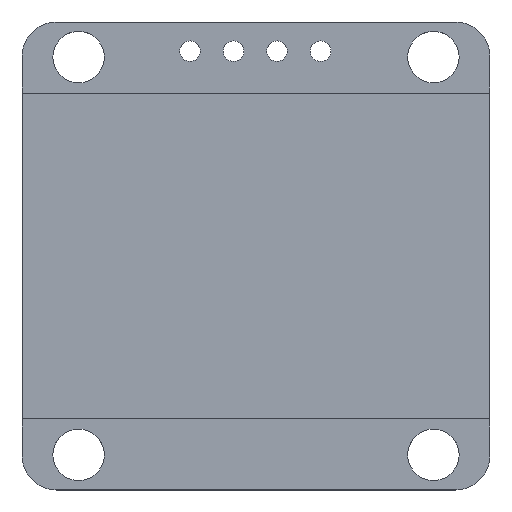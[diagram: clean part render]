
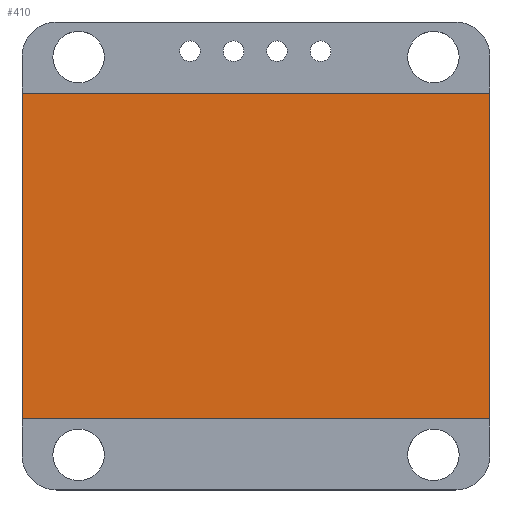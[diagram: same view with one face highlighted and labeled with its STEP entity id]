
A CAD part, top view. The second image highlights one B-rep face of the part: STEP entity #410.
In plain terms, the highlighted planar face has unit normal (0, 0, 1).
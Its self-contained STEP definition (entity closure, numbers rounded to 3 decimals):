
#76=FACE_OUTER_BOUND('',#98,.T.);
#98=EDGE_LOOP('',(#298,#299,#300,#301));
#144=LINE('',#626,#172);
#148=LINE('',#635,#176);
#150=LINE('',#638,#178);
#151=LINE('',#639,#179);
#172=VECTOR('',#502,10.);
#176=VECTOR('',#508,10.);
#178=VECTOR('',#512,10.);
#179=VECTOR('',#513,10.);
#200=VERTEX_POINT('',#623);
#201=VERTEX_POINT('',#625);
#204=VERTEX_POINT('',#632);
#205=VERTEX_POINT('',#634);
#240=EDGE_CURVE('',#201,#200,#144,.T.);
#244=EDGE_CURVE('',#205,#204,#148,.T.);
#246=EDGE_CURVE('',#204,#201,#150,.T.);
#247=EDGE_CURVE('',#200,#205,#151,.T.);
#298=ORIENTED_EDGE('',*,*,#244,.T.);
#299=ORIENTED_EDGE('',*,*,#246,.T.);
#300=ORIENTED_EDGE('',*,*,#240,.T.);
#301=ORIENTED_EDGE('',*,*,#247,.T.);
#396=PLANE('',#452);
#410=ADVANCED_FACE('',(#76),#396,.T.);
#452=AXIS2_PLACEMENT_3D('',#637,#510,#511);
#502=DIRECTION('',(-1.,0.,0.));
#508=DIRECTION('',(1.,0.,0.));
#510=DIRECTION('center_axis',(0.,0.,1.));
#511=DIRECTION('ref_axis',(1.,0.,0.));
#512=DIRECTION('',(0.,1.,0.));
#513=DIRECTION('',(0.,-1.,0.));
#623=CARTESIAN_POINT('',(-13.65,9.5,2.));
#625=CARTESIAN_POINT('',(13.65,9.5,2.));
#626=CARTESIAN_POINT('',(-13.65,9.5,2.));
#632=CARTESIAN_POINT('',(13.65,-9.5,2.));
#634=CARTESIAN_POINT('',(-13.65,-9.5,2.));
#635=CARTESIAN_POINT('',(13.65,-9.5,2.));
#637=CARTESIAN_POINT('Origin',(0.,0.,2.));
#638=CARTESIAN_POINT('',(13.65,9.5,2.));
#639=CARTESIAN_POINT('',(-13.65,-9.5,2.));
